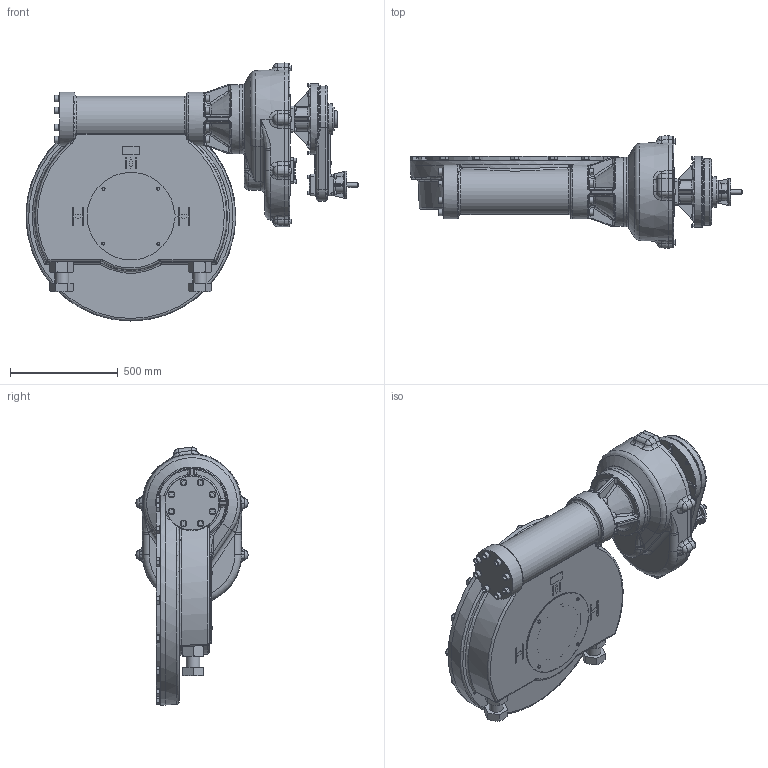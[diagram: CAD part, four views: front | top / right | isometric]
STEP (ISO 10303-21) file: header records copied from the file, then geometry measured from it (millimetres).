
FILE_DESCRIPTION(/* description */ ('Unknown'),/* implementation_level */ '2;1');
FILE_NAME(/* name */ 'PUB-IW13-IR4-AS6-1_SOLID_0-0',/* time_stamp */ '2019-11-13T01:19:10+00:00',/* author */ ('Unknown'),/* organization */ ('Unknown'),/* preprocessor_version */ 'ST-DEVELOPER v16.7',/* originating_system */ 'DEX',/* authorisation */ $);
FILE_SCHEMA (('AUTOMOTIVE_DESIGN {1 0 10303 214 3 1 1}'));
Products named in the file (1): PUB-IW13-IR4-AS6-1_SOLID_0-0
Bounding box: 1538.75 x 519.96 x 1195.99 mm (x, y, z)
Volume: 216637663.6 mm3; surface area: 5045857 mm2
Topology: 62 solids, 62 shells, 3104 faces, 7856 edges, 4942 vertices
Faces by surface type: plane 1420, cylinder 712, cone 459, bspline 224, torus 197, sphere 92
Full cylindrical faces by diameter (mm): 10.5 x4, 12 x2, 16 x16, 16.6 x8, 17.5 x2, 18 x8, 20 x9, 20.5 x8, 21 x8, 29.98 x2, 29.997 x1, 30 x25, 30.7 x16, 31.5 x1, 31.67 x8, 34.25 x2, 34.7 x1, 35.105 x1, 38.5 x1, 39 x16, 40 x6, 40.296 x2, 40.3 x8, 50 x1, 50.2 x1, 52.1 x10, 54.7 x1, 55.115 x1, 56 x1, 58 x1
Entity records: 96193 total; most frequent: CARTESIAN_POINT 26618, ORIENTED_EDGE 14236, DIRECTION 14108, EDGE_CURVE 7118, AXIS2_PLACEMENT_3D 5425, VERTEX_POINT 4720, FACE_BOUND 3730, EDGE_LOOP 3660
